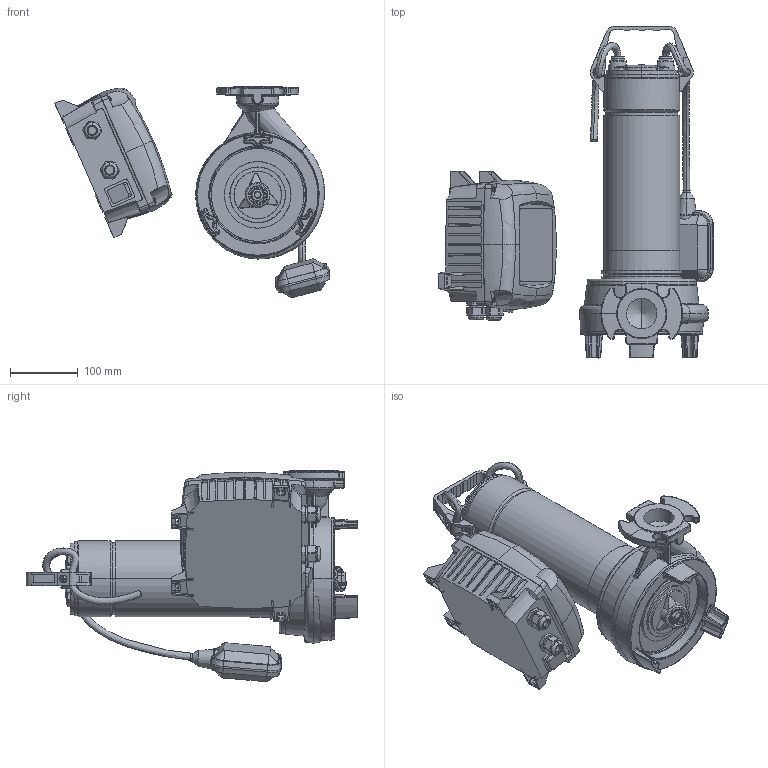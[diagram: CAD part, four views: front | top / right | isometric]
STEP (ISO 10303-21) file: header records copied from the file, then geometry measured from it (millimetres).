
FILE_DESCRIPTION (( 'STEP AP214' ), '1' );
FILE_NAME ('4_93_436_02_REV00.step', '2022-04-28T07:30:32', ( '' ), ( '' ), 'SwSTEP 2.0', 'SolidWorks 2020', '' );
FILE_SCHEMA (( 'AUTOMOTIVE_DESIGN' ));
Length unit declared in the file: millimetre
Products named in the file (3): 4_93_436_02_REV00; Copia di 198924^4_93_436_02_REV00; Copia di Copia di Copia di Coperchio motore^4_93_436_02_REV00
Assembly tree (2 placements, depth 2):
  4_93_436_02_REV00
    Copia di 198924^4_93_436_02_REV00
    Copia di Copia di Copia di Coperchio motore^4_93_436_02_REV00
Bounding box: 404.01 x 488.7 x 311.47 mm (x, y, z)
Volume: 8726249.6 mm3; surface area: 732037.3 mm2
Topology: 37 solids, 37 shells, 2368 faces, 6146 edges, 3896 vertices
Faces by surface type: plane 937, cylinder 641, bspline 478, cone 256, torus 34, sphere 22
Entity records: 208899 total; most frequent: CARTESIAN_POINT 155381, ORIENTED_EDGE 12220, DIRECTION 8774, EDGE_CURVE 6110, VERTEX_POINT 3894, AXIS2_PLACEMENT_3D 3124, VECTOR 2526, LINE 2526
